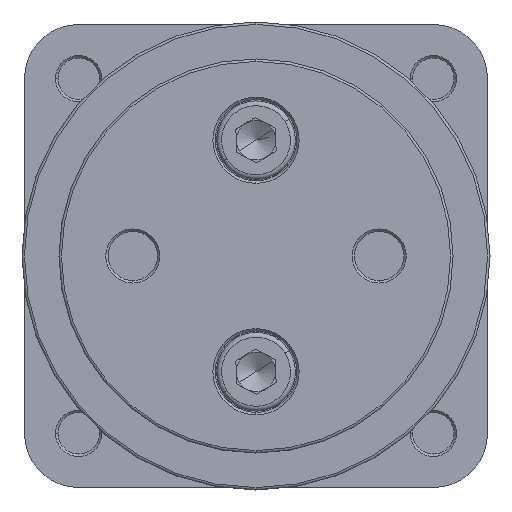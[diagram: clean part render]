
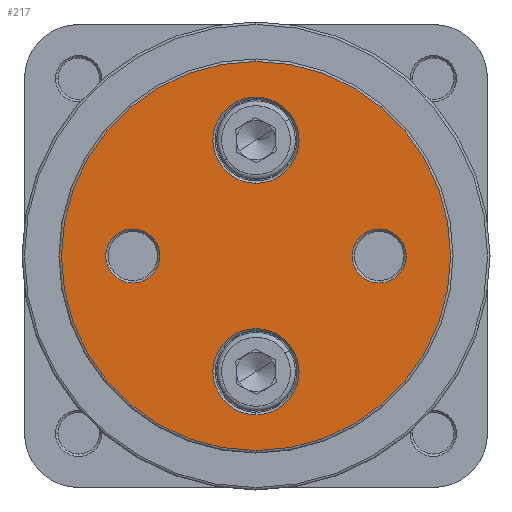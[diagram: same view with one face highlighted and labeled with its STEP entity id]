
A CAD part, left-side view. The second image highlights one B-rep face of the part: STEP entity #217.
In plain terms, the highlighted planar face has unit normal (-1, 0, 0).
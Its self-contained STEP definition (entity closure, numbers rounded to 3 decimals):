
#217 = ADVANCED_FACE ( 'NONE', ( #8091, #8089, #8094, #8096, #8092 ), #1820, .F. ) ;
#744 = EDGE_LOOP ( 'NONE', ( #5591, #5543 ) ) ;
#840 = EDGE_LOOP ( 'NONE', ( #5838, #5762 ) ) ;
#851 = EDGE_LOOP ( 'NONE', ( #5701, #5854 ) ) ;
#865 = EDGE_LOOP ( 'NONE', ( #5785, #5720 ) ) ;
#958 = EDGE_LOOP ( 'NONE', ( #5484, #5731 ) ) ;
#1301 = VERTEX_POINT ( 'NONE', #4042 ) ;
#1302 = VERTEX_POINT ( 'NONE', #4043 ) ;
#1323 = VERTEX_POINT ( 'NONE', #4064 ) ;
#1324 = VERTEX_POINT ( 'NONE', #4065 ) ;
#1327 = VERTEX_POINT ( 'NONE', #4068 ) ;
#1328 = VERTEX_POINT ( 'NONE', #4069 ) ;
#1355 = VERTEX_POINT ( 'NONE', #4096 ) ;
#1356 = VERTEX_POINT ( 'NONE', #4097 ) ;
#1359 = VERTEX_POINT ( 'NONE', #4100 ) ;
#1360 = VERTEX_POINT ( 'NONE', #4101 ) ;
#1820 = PLANE ( 'NONE',  #2973 ) ;
#1827 = CARTESIAN_POINT ( 'NONE',  ( 0., 0., 0. ) ) ;
#1836 = DIRECTION ( 'NONE',  ( 1., 0., 0. ) ) ;
#1837 = DIRECTION ( 'NONE',  ( 0., 0., -1. ) ) ;
#2601 = EDGE_CURVE ( 'NONE', #1301, #1302, #5079, .T. ) ;
#2610 = EDGE_CURVE ( 'NONE', #1324, #1323, #5090, .T. ) ;
#2621 = EDGE_CURVE ( 'NONE', #1328, #1327, #5107, .T. ) ;
#2631 = EDGE_CURVE ( 'NONE', #1355, #1356, #5122, .T. ) ;
#2654 = EDGE_CURVE ( 'NONE', #1356, #1355, #5155, .T. ) ;
#2682 = EDGE_CURVE ( 'NONE', #1360, #1359, #5195, .T. ) ;
#2692 = EDGE_CURVE ( 'NONE', #1327, #1328, #5205, .T. ) ;
#2693 = EDGE_CURVE ( 'NONE', #1302, #1301, #5206, .T. ) ;
#2696 = EDGE_CURVE ( 'NONE', #1323, #1324, #5209, .T. ) ;
#2700 = EDGE_CURVE ( 'NONE', #1359, #1360, #5215, .T. ) ;
#2973 = AXIS2_PLACEMENT_3D ( 'NONE', #1827, #1836, #1837 ) ;
#3219 = AXIS2_PLACEMENT_3D ( 'NONE', #4412, #4413, #4414 ) ;
#3226 = AXIS2_PLACEMENT_3D ( 'NONE', #4438, #4439, #4440 ) ;
#3227 = AXIS2_PLACEMENT_3D ( 'NONE', #4464, #4465, #4466 ) ;
#3236 = AXIS2_PLACEMENT_3D ( 'NONE', #4484, #4490, #4491 ) ;
#3240 = AXIS2_PLACEMENT_3D ( 'NONE', #4541, #4548, #4549 ) ;
#3262 = AXIS2_PLACEMENT_3D ( 'NONE', #4612, #4618, #4619 ) ;
#3272 = AXIS2_PLACEMENT_3D ( 'NONE', #4642, #4649, #4650 ) ;
#3273 = AXIS2_PLACEMENT_3D ( 'NONE', #4645, #4651, #4652 ) ;
#3276 = AXIS2_PLACEMENT_3D ( 'NONE', #4653, #4661, #4662 ) ;
#3280 = AXIS2_PLACEMENT_3D ( 'NONE', #4666, #4672, #4673 ) ;
#4042 = CARTESIAN_POINT ( 'NONE',  ( 0., 0., 39.5 ) ) ;
#4043 = CARTESIAN_POINT ( 'NONE',  ( 0., 0., -39.5 ) ) ;
#4064 = CARTESIAN_POINT ( 'NONE',  ( 0., 0., 14.75 ) ) ;
#4065 = CARTESIAN_POINT ( 'NONE',  ( 0., 0., 32.25 ) ) ;
#4068 = CARTESIAN_POINT ( 'NONE',  ( 0., 0., -32.25 ) ) ;
#4069 = CARTESIAN_POINT ( 'NONE',  ( 0., 0., -14.75 ) ) ;
#4096 = CARTESIAN_POINT ( 'NONE',  ( 0., 25., -5.5 ) ) ;
#4097 = CARTESIAN_POINT ( 'NONE',  ( 0., 25., 5.5 ) ) ;
#4100 = CARTESIAN_POINT ( 'NONE',  ( 0., -25., -5.5 ) ) ;
#4101 = CARTESIAN_POINT ( 'NONE',  ( 0., -25., 5.5 ) ) ;
#4412 = CARTESIAN_POINT ( 'NONE',  ( 0., 0., 0. ) ) ;
#4413 = DIRECTION ( 'NONE',  ( -1., 0., 0. ) ) ;
#4414 = DIRECTION ( 'NONE',  ( 0., 0., -1. ) ) ;
#4438 = CARTESIAN_POINT ( 'NONE',  ( 0., 0., 23.5 ) ) ;
#4439 = DIRECTION ( 'NONE',  ( 1., 0., 0. ) ) ;
#4440 = DIRECTION ( 'NONE',  ( 0., 0., -1. ) ) ;
#4464 = CARTESIAN_POINT ( 'NONE',  ( 0., 0., -23.5 ) ) ;
#4465 = DIRECTION ( 'NONE',  ( 1., 0., 0. ) ) ;
#4466 = DIRECTION ( 'NONE',  ( 0., 0., -1. ) ) ;
#4484 = CARTESIAN_POINT ( 'NONE',  ( 0., 25., 0. ) ) ;
#4490 = DIRECTION ( 'NONE',  ( 1., 0., 0. ) ) ;
#4491 = DIRECTION ( 'NONE',  ( 0., 0., -1. ) ) ;
#4541 = CARTESIAN_POINT ( 'NONE',  ( 0., 25., 0. ) ) ;
#4548 = DIRECTION ( 'NONE',  ( 1., 0., 0. ) ) ;
#4549 = DIRECTION ( 'NONE',  ( 0., 0., -1. ) ) ;
#4612 = CARTESIAN_POINT ( 'NONE',  ( 0., -25., 0. ) ) ;
#4618 = DIRECTION ( 'NONE',  ( 1., 0., 0. ) ) ;
#4619 = DIRECTION ( 'NONE',  ( 0., 0., -1. ) ) ;
#4642 = CARTESIAN_POINT ( 'NONE',  ( 0., 0., -23.5 ) ) ;
#4645 = CARTESIAN_POINT ( 'NONE',  ( 0., 0., 0. ) ) ;
#4649 = DIRECTION ( 'NONE',  ( 1., 0., 0. ) ) ;
#4650 = DIRECTION ( 'NONE',  ( 0., 0., -1. ) ) ;
#4651 = DIRECTION ( 'NONE',  ( -1., 0., 0. ) ) ;
#4652 = DIRECTION ( 'NONE',  ( 0., 0., -1. ) ) ;
#4653 = CARTESIAN_POINT ( 'NONE',  ( 0., 0., 23.5 ) ) ;
#4661 = DIRECTION ( 'NONE',  ( 1., 0., 0. ) ) ;
#4662 = DIRECTION ( 'NONE',  ( 0., 0., -1. ) ) ;
#4666 = CARTESIAN_POINT ( 'NONE',  ( 0., -25., 0. ) ) ;
#4672 = DIRECTION ( 'NONE',  ( 1., 0., 0. ) ) ;
#4673 = DIRECTION ( 'NONE',  ( 0., 0., -1. ) ) ;
#5079 = CIRCLE ( 'NONE', #3219, 39.5 ) ;
#5090 = CIRCLE ( 'NONE', #3226, 8.75 ) ;
#5107 = CIRCLE ( 'NONE', #3227, 8.75 ) ;
#5122 = CIRCLE ( 'NONE', #3236, 5.5 ) ;
#5155 = CIRCLE ( 'NONE', #3240, 5.5 ) ;
#5195 = CIRCLE ( 'NONE', #3262, 5.5 ) ;
#5205 = CIRCLE ( 'NONE', #3272, 8.75 ) ;
#5206 = CIRCLE ( 'NONE', #3273, 39.5 ) ;
#5209 = CIRCLE ( 'NONE', #3276, 8.75 ) ;
#5215 = CIRCLE ( 'NONE', #3280, 5.5 ) ;
#5484 = ORIENTED_EDGE ( 'NONE', *, *, #2654, .T. ) ;
#5543 = ORIENTED_EDGE ( 'NONE', *, *, #2700, .T. ) ;
#5591 = ORIENTED_EDGE ( 'NONE', *, *, #2682, .T. ) ;
#5701 = ORIENTED_EDGE ( 'NONE', *, *, #2693, .T. ) ;
#5720 = ORIENTED_EDGE ( 'NONE', *, *, #2692, .T. ) ;
#5731 = ORIENTED_EDGE ( 'NONE', *, *, #2631, .T. ) ;
#5762 = ORIENTED_EDGE ( 'NONE', *, *, #2696, .T. ) ;
#5785 = ORIENTED_EDGE ( 'NONE', *, *, #2621, .T. ) ;
#5838 = ORIENTED_EDGE ( 'NONE', *, *, #2610, .T. ) ;
#5854 = ORIENTED_EDGE ( 'NONE', *, *, #2601, .T. ) ;
#8089 = FACE_BOUND ( 'NONE', #865, .T. ) ;
#8091 = FACE_OUTER_BOUND ( 'NONE', #851, .T. ) ;
#8092 = FACE_BOUND ( 'NONE', #958, .T. ) ;
#8094 = FACE_BOUND ( 'NONE', #840, .T. ) ;
#8096 = FACE_BOUND ( 'NONE', #744, .T. ) ;
